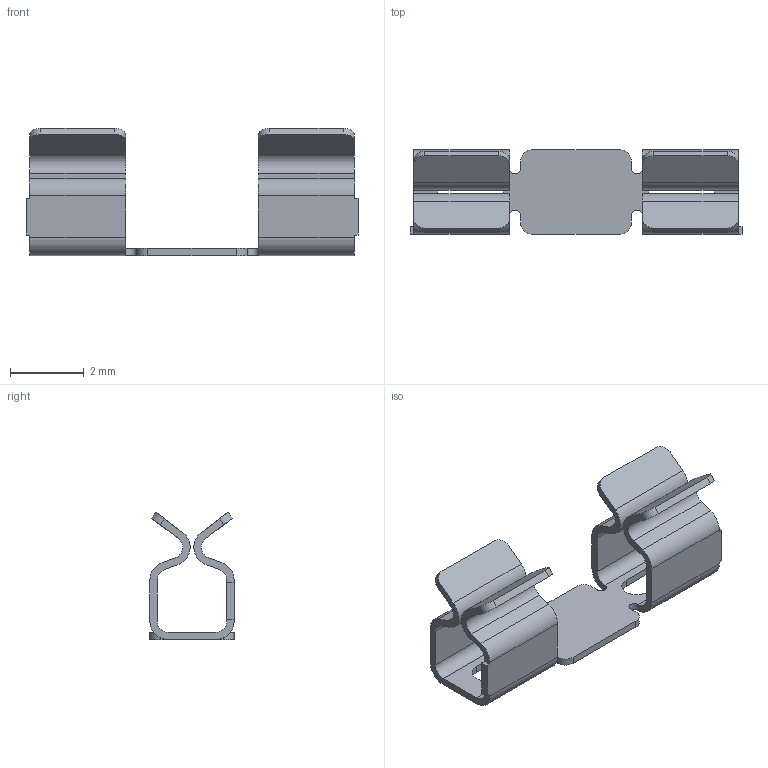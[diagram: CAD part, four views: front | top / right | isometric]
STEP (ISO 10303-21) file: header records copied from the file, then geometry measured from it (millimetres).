
FILE_DESCRIPTION(('FreeCAD Model'),'2;1');
FILE_NAME('S1711-06R.step','2017-04-12T13:06:24',( 'kicad StepUp'),('ksu MCAD'),'Open CASCADE STEP processor 6.8', 'FreeCAD','Unknown');
FILE_SCHEMA(('AUTOMOTIVE_DESIGN_CC2 { 1 2 10303 214 -1 1 5 4 }'));
Length unit declared in the file: millimetre
Products named in the file (2): ASSEMBLY; S1711-06R
Assembly tree (1 placements, depth 2):
  ASSEMBLY
    S1711-06R
Bounding box: 8.99 x 2.28 x 3.45 mm (x, y, z)
Volume: 11.4 mm3; surface area: 127.4 mm2
Topology: 1 solids, 1 shells, 98 faces, 280 edges, 184 vertices
Faces by surface type: plane 54, cylinder 44
Entity records: 3255 total; most frequent: DIRECTION 568, CARTESIAN_POINT 564, ORIENTED_EDGE 560, EDGE_CURVE 280, LINE 192, VECTOR 192, AXIS2_PLACEMENT_3D 188, VERTEX_POINT 184
